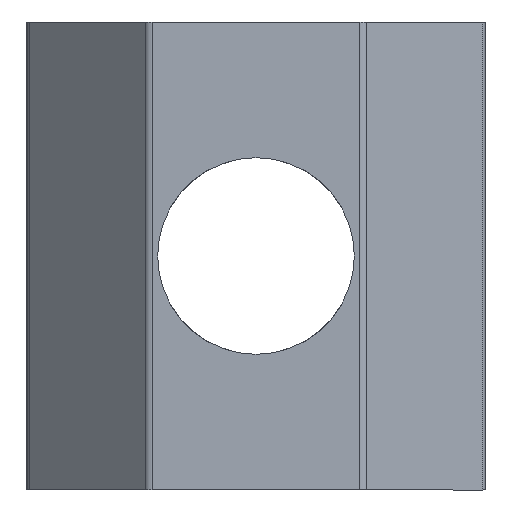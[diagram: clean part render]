
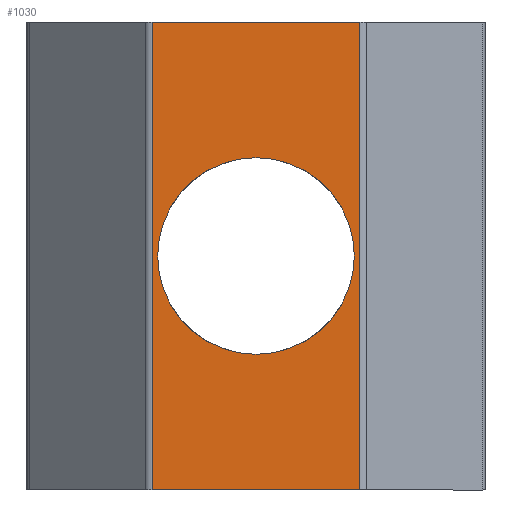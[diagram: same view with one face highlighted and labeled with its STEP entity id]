
A CAD part, front view. The second image highlights one B-rep face of the part: STEP entity #1030.
In plain terms, the highlighted planar face has unit normal (0, -1, 0).
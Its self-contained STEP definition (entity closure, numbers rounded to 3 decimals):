
#89 = CARTESIAN_POINT ( 'NONE',  ( -2.217, 0., -5. ) ) ;
#103 = VERTEX_POINT ( 'NONE', #887 ) ;
#122 = EDGE_CURVE ( 'NONE', #103, #763, #224, .T. ) ;
#134 = DIRECTION ( 'NONE',  ( -1., 0., 0. ) ) ;
#137 = DIRECTION ( 'NONE',  ( 0., 1., 0. ) ) ;
#146 = PLANE ( 'NONE',  #1071 ) ;
#153 = EDGE_CURVE ( 'NONE', #763, #1065, #1054, .T. ) ;
#165 = CARTESIAN_POINT ( 'NONE',  ( 2.3, 0., 5. ) ) ;
#175 = ORIENTED_EDGE ( 'NONE', *, *, #122, .F. ) ;
#219 = CARTESIAN_POINT ( 'NONE',  ( 0., 0., -2.1 ) ) ;
#221 = VECTOR ( 'NONE', #252, 1000. ) ;
#224 = LINE ( 'NONE', #1037, #221 ) ;
#233 = VERTEX_POINT ( 'NONE', #1104 ) ;
#252 = DIRECTION ( 'NONE',  ( 0., 0., -1. ) ) ;
#260 = DIRECTION ( 'NONE',  ( 0., -1., 0. ) ) ;
#280 = CIRCLE ( 'NONE', #1078, 2.1 ) ;
#289 = ORIENTED_EDGE ( 'NONE', *, *, #153, .F. ) ;
#298 = LINE ( 'NONE', #682, #378 ) ;
#353 = EDGE_CURVE ( 'NONE', #1065, #654, #369, .T. ) ;
#354 = EDGE_LOOP ( 'NONE', ( #835, #631 ) ) ;
#369 = LINE ( 'NONE', #1140, #443 ) ;
#378 = VECTOR ( 'NONE', #661, 1000. ) ;
#443 = VECTOR ( 'NONE', #1139, 1000. ) ;
#472 = ORIENTED_EDGE ( 'NONE', *, *, #733, .T. ) ;
#502 = DIRECTION ( 'NONE',  ( 0., 0., 1. ) ) ;
#506 = DIRECTION ( 'NONE',  ( 0., -1., 0. ) ) ;
#507 = CARTESIAN_POINT ( 'NONE',  ( 0., 0., 0. ) ) ;
#564 = FACE_OUTER_BOUND ( 'NONE', #566, .T. ) ;
#566 = EDGE_LOOP ( 'NONE', ( #967, #289, #175, #472 ) ) ;
#631 = ORIENTED_EDGE ( 'NONE', *, *, #812, .F. ) ;
#654 = VERTEX_POINT ( 'NONE', #821 ) ;
#661 = DIRECTION ( 'NONE',  ( -1., 0., 0. ) ) ;
#682 = CARTESIAN_POINT ( 'NONE',  ( 0., 0., 5. ) ) ;
#722 = CARTESIAN_POINT ( 'NONE',  ( 2.217, 0., -5. ) ) ;
#733 = EDGE_CURVE ( 'NONE', #103, #654, #298, .T. ) ;
#761 = CIRCLE ( 'NONE', #1014, 2.1 ) ;
#763 = VERTEX_POINT ( 'NONE', #722 ) ;
#782 = FACE_BOUND ( 'NONE', #354, .T. ) ;
#812 = EDGE_CURVE ( 'NONE', #1108, #233, #280, .T. ) ;
#821 = CARTESIAN_POINT ( 'NONE',  ( -2.217, 0., 5. ) ) ;
#835 = ORIENTED_EDGE ( 'NONE', *, *, #1107, .F. ) ;
#887 = CARTESIAN_POINT ( 'NONE',  ( 2.217, 0., 5. ) ) ;
#967 = ORIENTED_EDGE ( 'NONE', *, *, #353, .F. ) ;
#983 = VECTOR ( 'NONE', #1200, 1000. ) ;
#1014 = AXIS2_PLACEMENT_3D ( 'NONE', #1191, #260, #1243 ) ;
#1030 = ADVANCED_FACE ( 'NONE', ( #564, #782 ), #146, .F. ) ;
#1037 = CARTESIAN_POINT ( 'NONE',  ( 2.217, 0., 5. ) ) ;
#1054 = LINE ( 'NONE', #1062, #983 ) ;
#1062 = CARTESIAN_POINT ( 'NONE',  ( 0., 0., -5. ) ) ;
#1065 = VERTEX_POINT ( 'NONE', #89 ) ;
#1071 = AXIS2_PLACEMENT_3D ( 'NONE', #165, #137, #134 ) ;
#1078 = AXIS2_PLACEMENT_3D ( 'NONE', #507, #506, #502 ) ;
#1104 = CARTESIAN_POINT ( 'NONE',  ( 0., 0., 2.1 ) ) ;
#1107 = EDGE_CURVE ( 'NONE', #233, #1108, #761, .T. ) ;
#1108 = VERTEX_POINT ( 'NONE', #219 ) ;
#1139 = DIRECTION ( 'NONE',  ( 0., 0., 1. ) ) ;
#1140 = CARTESIAN_POINT ( 'NONE',  ( -2.217, 0., 5. ) ) ;
#1191 = CARTESIAN_POINT ( 'NONE',  ( 0., 0., 0. ) ) ;
#1200 = DIRECTION ( 'NONE',  ( -1., 0., 0. ) ) ;
#1243 = DIRECTION ( 'NONE',  ( 0., 0., 1. ) ) ;
